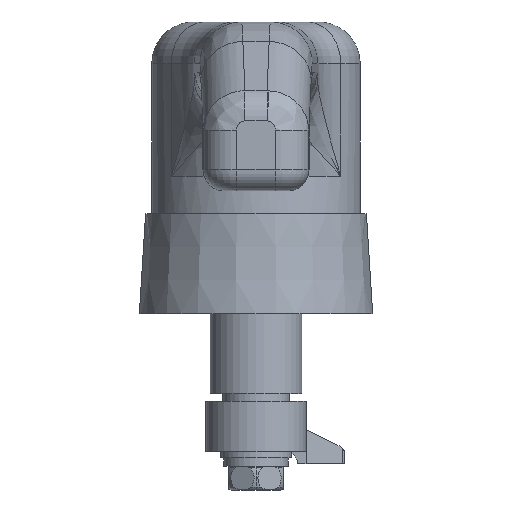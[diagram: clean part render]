
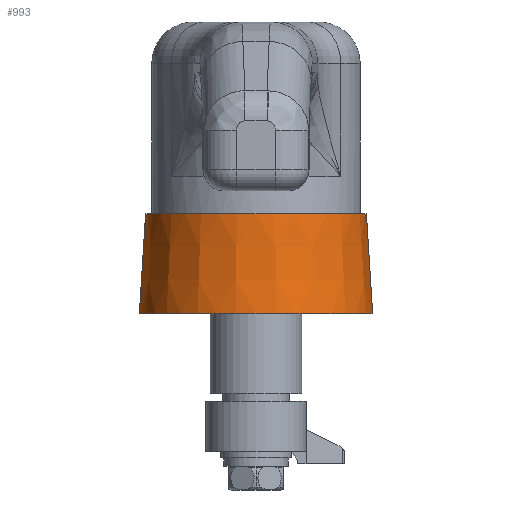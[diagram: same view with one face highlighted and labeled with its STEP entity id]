
A CAD part, front view. The second image highlights one B-rep face of the part: STEP entity #993.
In plain terms, the highlighted conical face has half-angle 3.576 degrees and reference radius 26.5 mm.
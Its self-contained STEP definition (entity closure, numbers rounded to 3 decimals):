
#799 = VERTEX_POINT ( 'NONE', #3613 ) ;
#802 = EDGE_CURVE ( 'NONE', #799, #803, #3612, .T. ) ;
#803 = VERTEX_POINT ( 'NONE', #3672 ) ;
#806 = VERTEX_POINT ( 'NONE', #3666 ) ;
#808 = EDGE_CURVE ( 'NONE', #882, #806, #3665, .T. ) ;
#882 = VERTEX_POINT ( 'NONE', #3826 ) ;
#922 = ORIENTED_EDGE ( 'NONE', *, *, #808, .T. ) ;
#923 = ORIENTED_EDGE ( 'NONE', *, *, #924, .F. ) ;
#924 = EDGE_CURVE ( 'NONE', #803, #806, #3882, .T. ) ;
#939 = EDGE_CURVE ( 'NONE', #799, #882, #3918, .T. ) ;
#993 = ADVANCED_FACE ( 'NONE', ( #3984 ), #3983, .T. ) ;
#994 = EDGE_LOOP ( 'NONE', ( #995, #996, #922, #923 ) ) ;
#995 = ORIENTED_EDGE ( 'NONE', *, *, #802, .F. ) ;
#996 = ORIENTED_EDGE ( 'NONE', *, *, #939, .T. ) ;
#3612 = LINE ( 'NONE', #3675, #3674 ) ;
#3613 = CARTESIAN_POINT ( 'NONE',  ( 26.5, 0., 24. ) ) ;
#3662 = DIRECTION ( 'NONE',  ( -0.062, 0., -0.998 ) ) ;
#3663 = VECTOR ( 'NONE', #3662, 1000. ) ;
#3664 = CARTESIAN_POINT ( 'NONE',  ( -26.5, 0., 24. ) ) ;
#3665 = LINE ( 'NONE', #3664, #3663 ) ;
#3666 = CARTESIAN_POINT ( 'NONE',  ( -28., 0., 0. ) ) ;
#3672 = CARTESIAN_POINT ( 'NONE',  ( 28., 0., 0. ) ) ;
#3673 = DIRECTION ( 'NONE',  ( 0.062, 0., -0.998 ) ) ;
#3674 = VECTOR ( 'NONE', #3673, 1000. ) ;
#3675 = CARTESIAN_POINT ( 'NONE',  ( 26.5, 0., 24. ) ) ;
#3826 = CARTESIAN_POINT ( 'NONE',  ( -26.5, 0., 24. ) ) ;
#3878 = DIRECTION ( 'NONE',  ( -1., 0., 0. ) ) ;
#3879 = DIRECTION ( 'NONE',  ( 0., 0., -1. ) ) ;
#3880 = CARTESIAN_POINT ( 'NONE',  ( 0., 0., 0. ) ) ;
#3881 = AXIS2_PLACEMENT_3D ( 'NONE', #3880, #3879, #3878 ) ;
#3882 = CIRCLE ( 'NONE', #3881, 28. ) ;
#3914 = DIRECTION ( 'NONE',  ( -1., 0., 0. ) ) ;
#3915 = DIRECTION ( 'NONE',  ( 0., 0., -1. ) ) ;
#3916 = CARTESIAN_POINT ( 'NONE',  ( 0., 0., 24. ) ) ;
#3917 = AXIS2_PLACEMENT_3D ( 'NONE', #3916, #3915, #3914 ) ;
#3918 = CIRCLE ( 'NONE', #3917, 26.5 ) ;
#3978 = DIRECTION ( 'NONE',  ( -1., 0., 0. ) ) ;
#3979 = DIRECTION ( 'NONE',  ( 0., 0., -1. ) ) ;
#3980 = CARTESIAN_POINT ( 'NONE',  ( 0., 0., 24. ) ) ;
#3981 = AXIS2_PLACEMENT_3D ( 'NONE', #3980, #3979, #3978 ) ;
#3983 = CONICAL_SURFACE ( 'NONE', #3981, 26.5, 0.062 ) ;
#3984 = FACE_OUTER_BOUND ( 'NONE', #994, .T. ) ;
